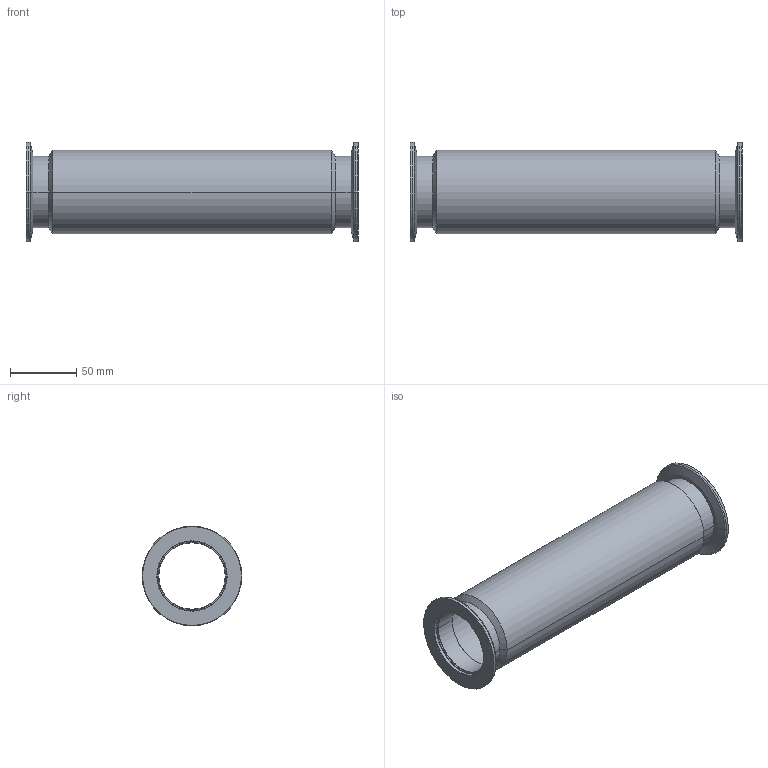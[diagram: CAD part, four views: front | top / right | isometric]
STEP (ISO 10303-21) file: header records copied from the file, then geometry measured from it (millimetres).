
FILE_DESCRIPTION (( 'STEP AP214' ), '1' );
FILE_NAME ('Hositrad_KX50-250.STEP', '2017-05-31T14:54:52', ( 'Gebruiker' ), ( '' ), 'SwSTEP 2.0', 'SolidWorks 2017', '' );
FILE_SCHEMA (( 'AUTOMOTIVE_DESIGN' ));
Length unit declared in the file: millimetre
Products named in the file (3): KF50WS_KF50-54; Hositrad_KX50-250; KF-Hydro-Formed-Bellow-All-250_KX50-250
Assembly tree (3 placements, depth 2):
  Hositrad_KX50-250
    KF-Hydro-Formed-Bellow-All-250_KX50-250
    KF50WS_KF50-54  x2
Bounding box: 250 x 75 x 75 mm (x, y, z)
Volume: 112169.5 mm3; surface area: 106173.1 mm2
Topology: 3 solids, 3 shells, 62 faces, 124 edges, 72 vertices
Faces by surface type: cylinder 28, cone 20, plane 10, torus 4
Entity records: 1212 total; most frequent: DIRECTION 230, CARTESIAN_POINT 180, ORIENTED_EDGE 168, AXIS2_PLACEMENT_3D 98, EDGE_CURVE 84, CIRCLE 50, EDGE_LOOP 48, VERTEX_POINT 48
